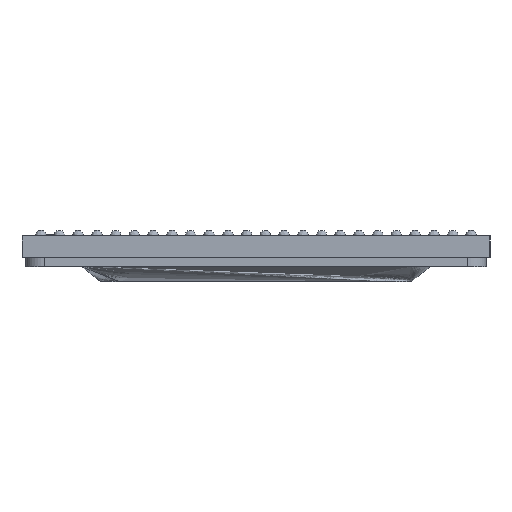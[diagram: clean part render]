
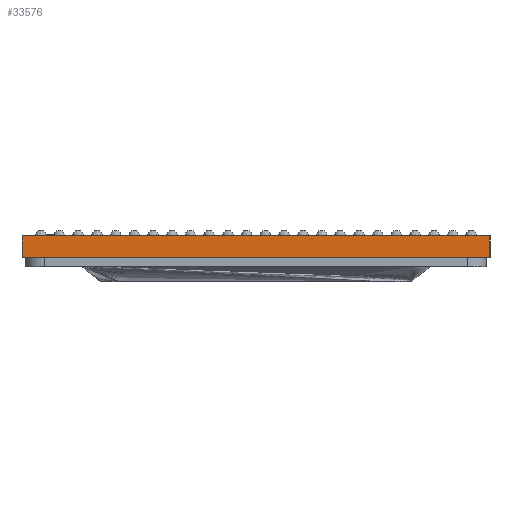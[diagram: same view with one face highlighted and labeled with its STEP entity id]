
A CAD part, left-side view. The second image highlights one B-rep face of the part: STEP entity #33576.
In plain terms, the highlighted planar face has unit normal (-1, 0, 0).
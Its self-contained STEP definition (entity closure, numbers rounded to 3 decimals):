
#638 = PLANE ( 'NONE',  #13736 ) ;
#749 = DIRECTION ( 'NONE',  ( 0., 0., 1. ) ) ;
#2178 = LINE ( 'NONE', #6729, #8497 ) ;
#2209 = DIRECTION ( 'NONE',  ( 0., 1., 0. ) ) ;
#3077 = EDGE_CURVE ( 'NONE', #9349, #15688, #28354, .T. ) ;
#3179 = VECTOR ( 'NONE', #18021, 1000. ) ;
#5322 = CARTESIAN_POINT ( 'NONE',  ( -12.5, -12.5, 0. ) ) ;
#6691 = CARTESIAN_POINT ( 'NONE',  ( -12.5, 12.5, 0. ) ) ;
#6729 = CARTESIAN_POINT ( 'NONE',  ( -12.5, 12.5, 1.15 ) ) ;
#6734 = LINE ( 'NONE', #10228, #20282 ) ;
#6812 = VECTOR ( 'NONE', #16048, 1000. ) ;
#8497 = VECTOR ( 'NONE', #9468, 1000. ) ;
#8730 = ORIENTED_EDGE ( 'NONE', *, *, #28592, .T. ) ;
#8926 = ORIENTED_EDGE ( 'NONE', *, *, #34670, .T. ) ;
#9349 = VERTEX_POINT ( 'NONE', #6691 ) ;
#9468 = DIRECTION ( 'NONE',  ( 0., 0., -1. ) ) ;
#10228 = CARTESIAN_POINT ( 'NONE',  ( -12.5, -12.5, 1.15 ) ) ;
#12570 = CARTESIAN_POINT ( 'NONE',  ( -12.5, -12.5, 1.15 ) ) ;
#13736 = AXIS2_PLACEMENT_3D ( 'NONE', #33044, #16933, #749 ) ;
#15688 = VERTEX_POINT ( 'NONE', #19479 ) ;
#16048 = DIRECTION ( 'NONE',  ( 0., -1., 0. ) ) ;
#16634 = CARTESIAN_POINT ( 'NONE',  ( -12.5, 12.5, 1.15 ) ) ;
#16933 = DIRECTION ( 'NONE',  ( -1., 0., 0. ) ) ;
#17539 = LINE ( 'NONE', #12570, #3179 ) ;
#18021 = DIRECTION ( 'NONE',  ( 0., 0., 1. ) ) ;
#19479 = CARTESIAN_POINT ( 'NONE',  ( -12.5, -12.5, 0. ) ) ;
#20282 = VECTOR ( 'NONE', #2209, 1000. ) ;
#20937 = FACE_OUTER_BOUND ( 'NONE', #33438, .T. ) ;
#22033 = VERTEX_POINT ( 'NONE', #16634 ) ;
#23626 = ORIENTED_EDGE ( 'NONE', *, *, #3077, .T. ) ;
#23877 = EDGE_CURVE ( 'NONE', #29970, #22033, #6734, .T. ) ;
#28354 = LINE ( 'NONE', #5322, #6812 ) ;
#28592 = EDGE_CURVE ( 'NONE', #22033, #9349, #2178, .T. ) ;
#29970 = VERTEX_POINT ( 'NONE', #31935 ) ;
#30595 = ORIENTED_EDGE ( 'NONE', *, *, #23877, .T. ) ;
#31935 = CARTESIAN_POINT ( 'NONE',  ( -12.5, -12.5, 1.15 ) ) ;
#33044 = CARTESIAN_POINT ( 'NONE',  ( -12.5, -12.5, 1.15 ) ) ;
#33438 = EDGE_LOOP ( 'NONE', ( #30595, #8730, #23626, #8926 ) ) ;
#33576 = ADVANCED_FACE ( 'NONE', ( #20937 ), #638, .T. ) ;
#34670 = EDGE_CURVE ( 'NONE', #15688, #29970, #17539, .T. ) ;
